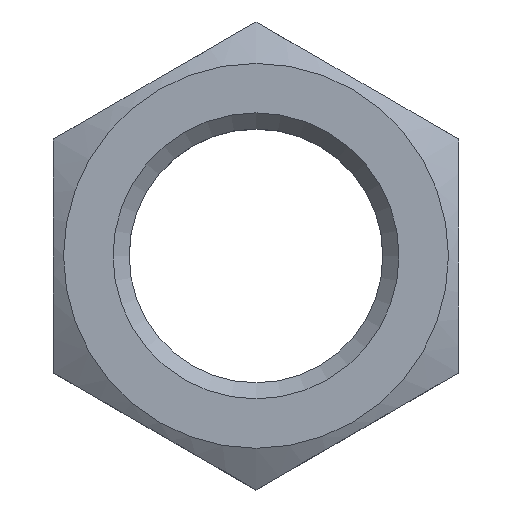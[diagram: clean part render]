
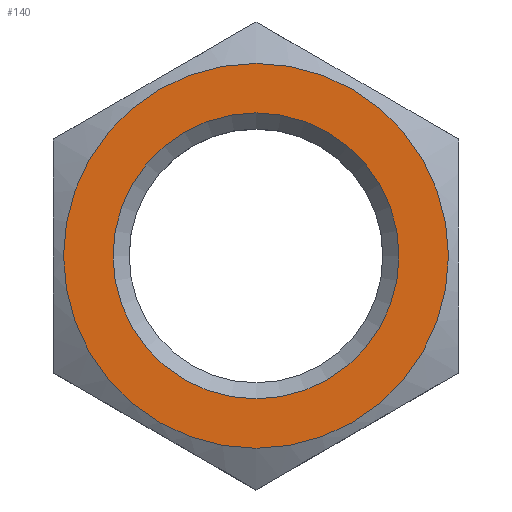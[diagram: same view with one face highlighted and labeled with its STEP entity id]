
A CAD part, top view. The second image highlights one B-rep face of the part: STEP entity #140.
In plain terms, the highlighted planar face has unit normal (0, 0, 1).
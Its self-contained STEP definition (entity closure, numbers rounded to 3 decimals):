
#140=ADVANCED_FACE('',(#221,#223),#225,.T.);
#221=FACE_BOUND('',#222,.T.);
#222=EDGE_LOOP('',(#290));
#223=FACE_BOUND('',#224,.T.);
#224=EDGE_LOOP('',(#291));
#225=PLANE('',#226);
#226=AXIS2_PLACEMENT_3D('',#227,#228,#229);
#227=CARTESIAN_POINT('',(0.,0.,6.));
#228=DIRECTION('',(0.,0.,1.));
#229=DIRECTION('',(1.,0.,0.));
#290=ORIENTED_EDGE('',*,*,#318,.T.);
#291=ORIENTED_EDGE('',*,*,#319,.T.);
#318=EDGE_CURVE('',#358,#358,#359,.F.);
#319=EDGE_CURVE('',#360,#360,#361,.F.);
#358=VERTEX_POINT('',#1000);
#359=CIRCLE('',#1001,8.075);
#360=VERTEX_POINT('',#1005);
#361=CIRCLE('',#1006,6.);
#1000=CARTESIAN_POINT('',(0.,8.075,6.));
#1001=AXIS2_PLACEMENT_3D('',#1002,#1003,#1004);
#1002=CARTESIAN_POINT('',(0.,0.,6.));
#1003=DIRECTION('',(0.,0.,-1.));
#1004=DIRECTION('',(0.,1.,0.));
#1005=CARTESIAN_POINT('',(6.,0.,6.));
#1006=AXIS2_PLACEMENT_3D('',#1007,#1008,#1009);
#1007=CARTESIAN_POINT('',(0.,0.,6.));
#1008=DIRECTION('',(0.,0.,1.));
#1009=DIRECTION('',(1.,0.,0.));
